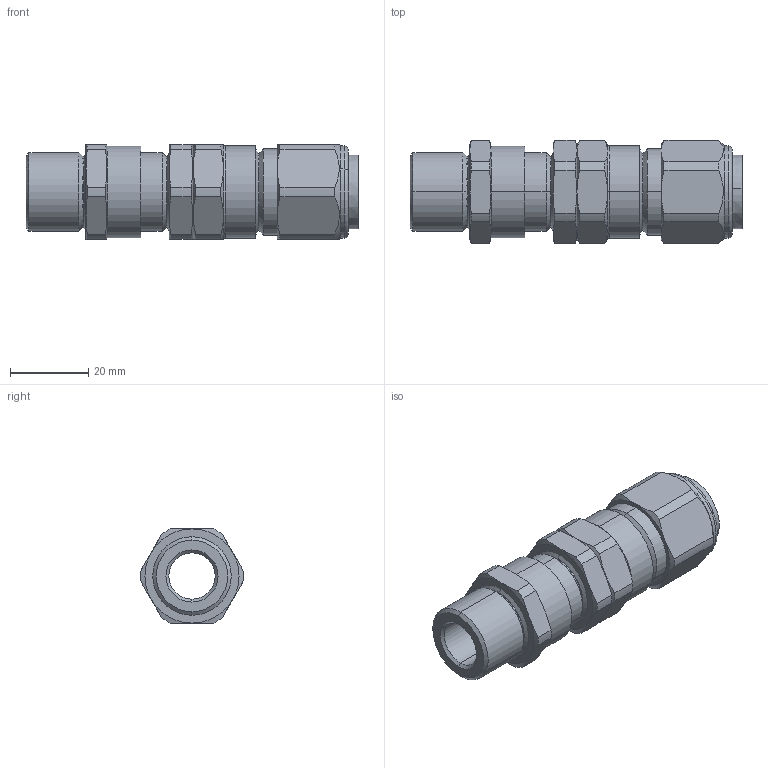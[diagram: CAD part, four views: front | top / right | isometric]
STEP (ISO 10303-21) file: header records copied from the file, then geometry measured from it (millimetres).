
FILE_DESCRIPTION (( 'STEP AP203' ), '1' );
FILE_NAME ('20SE1FX1RA.STEP', '2017-09-22T10:08:21', ( '' ), ( '' ), 'SwSTEP 2.0', 'SolidWorks 2017', '' );
FILE_SCHEMA (( 'CONFIG_CONTROL_DESIGN' ));
Length unit declared in the file: millimetre
Products named in the file (1): 20SE1FX1RA
Bounding box: 84.66 x 26.39 x 24 mm (x, y, z)
Surface area: 9515.7 mm2 (no closed solid volume)
Topology: 0 solids, 6 shells, 139 faces, 496 edges, 366 vertices
Faces by surface type: cone 54, cylinder 46, plane 33, torus 6
Entity records: 6982 total; most frequent: CARTESIAN_POINT 2882, ORIENTED_EDGE 812, DIRECTION 766, EDGE_CURVE 496, VERTEX_POINT 366, AXIS2_PLACEMENT_3D 298, LINE 170, VECTOR 170
